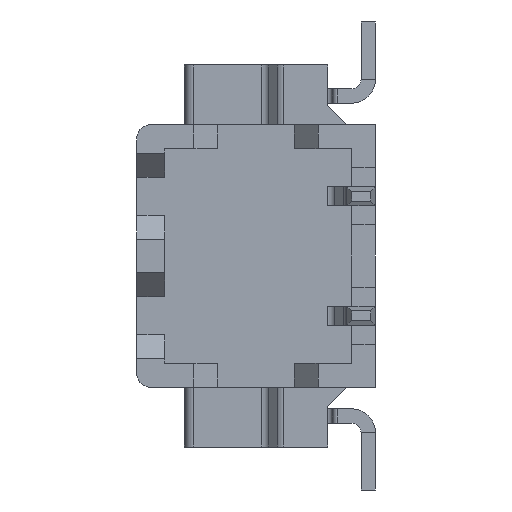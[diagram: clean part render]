
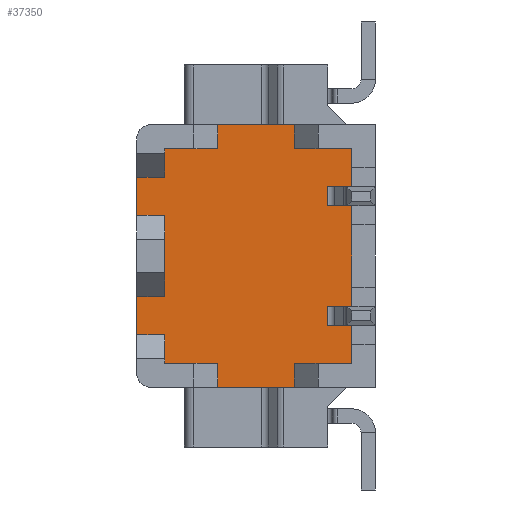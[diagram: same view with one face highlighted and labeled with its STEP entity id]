
A CAD part, left-side view. The second image highlights one B-rep face of the part: STEP entity #37350.
In plain terms, the highlighted planar face has unit normal (-1, 0, 0).
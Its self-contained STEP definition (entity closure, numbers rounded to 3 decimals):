
#670=CARTESIAN_POINT('',(-10.039,-13.922,5.05));
#680=VERTEX_POINT('',#670);
#710=CARTESIAN_POINT('',(-10.039,-12.454,5.05));
#720=DIRECTION('',(0.,1.,0.));
#730=VECTOR('',#720,1.);
#740=LINE('',#710,#730);
#750=CARTESIAN_POINT('',(-10.039,-12.807,5.05));
#760=VERTEX_POINT('',#750);
#770=EDGE_CURVE('',#680,#760,#740,.T.);
#10540=CARTESIAN_POINT('',(-10.039,-15.522,5.55));
#10550=VERTEX_POINT('',#10540);
#10580=CARTESIAN_POINT('',(-10.039,-12.454,5.55));
#10590=DIRECTION('',(0.,1.,0.));
#10600=VECTOR('',#10590,1.);
#10610=LINE('',#10580,#10600);
#10620=CARTESIAN_POINT('',(-10.039,-13.922,5.55));
#10630=VERTEX_POINT('',#10620);
#10640=EDGE_CURVE('',#10550,#10630,#10610,.T.);
#28520=CARTESIAN_POINT('',(-10.039,-12.222,3.65));
#28530=VERTEX_POINT('',#28520);
#28680=CARTESIAN_POINT('',(-10.039,-12.222,1.95));
#28690=VERTEX_POINT('',#28680);
#28720=CARTESIAN_POINT('',(-10.039,-12.222,1.334));
#28730=DIRECTION('',(0.,0.,-1.));
#28740=VECTOR('',#28730,1.);
#28750=LINE('',#28720,#28740);
#28760=CARTESIAN_POINT('',(-10.039,-12.222,1.15));
#28770=VERTEX_POINT('',#28760);
#28780=EDGE_CURVE('',#28690,#28770,#28750,.T.);
#29160=CARTESIAN_POINT('',(-10.039,-12.222,4.45));
#29170=VERTEX_POINT('',#29160);
#29200=CARTESIAN_POINT('',(-10.039,-12.222,3.834));
#29210=DIRECTION('',(0.,0.,-1.));
#29220=VECTOR('',#29210,1.);
#29230=LINE('',#29200,#29220);
#29240=EDGE_CURVE('',#29170,#28530,#29230,.T.);
#34620=CARTESIAN_POINT('',(-10.039,-13.922,7.85));
#34630=DIRECTION('',(0.,0.,-1.));
#34640=VECTOR('',#34630,1.);
#34650=LINE('',#34620,#34640);
#34660=EDGE_CURVE('',#10630,#680,#34650,.T.);
#35130=CARTESIAN_POINT('',(-10.039,-15.522,10.35));
#35140=DIRECTION('',(1.,0.,0.));
#35150=DIRECTION('',(0.,1.,0.));
#35160=AXIS2_PLACEMENT_3D('',#35130,#35140,#35150);
#35170=PLANE('',#35160);
#35180=CARTESIAN_POINT('',(-10.039,0.,5.05));
#35190=DIRECTION('',(0.,1.,0.));
#35200=VECTOR('',#35190,1.);
#35210=LINE('',#35180,#35200);
#35220=CARTESIAN_POINT('',(-10.039,-16.722,5.05));
#35230=VERTEX_POINT('',#35220);
#35240=CARTESIAN_POINT('',(-10.039,-15.522,5.05));
#35250=VERTEX_POINT('',#35240);
#35260=EDGE_CURVE('',#35230,#35250,#35210,.T.);
#35270=ORIENTED_EDGE('',*,*,#35260,.T.);
#35280=CARTESIAN_POINT('',(-10.039,-16.722,3.834));
#35290=DIRECTION('',(0.,0.,-1.));
#35300=VECTOR('',#35290,1.);
#35310=LINE('',#35280,#35300);
#35320=CARTESIAN_POINT('',(-10.039,-16.722,4.65));
#35330=VERTEX_POINT('',#35320);
#35340=EDGE_CURVE('',#35230,#35330,#35310,.T.);
#35350=ORIENTED_EDGE('',*,*,#35340,.F.);
#35360=CARTESIAN_POINT('',(-10.039,-16.722,3.834));
#35370=DIRECTION('',(0.,0.,-1.));
#35380=VECTOR('',#35370,1.);
#35390=LINE('',#35360,#35380);
#35400=CARTESIAN_POINT('',(-10.039,-16.722,4.25));
#35410=VERTEX_POINT('',#35400);
#35420=EDGE_CURVE('',#35330,#35410,#35390,.T.);
#35430=ORIENTED_EDGE('',*,*,#35420,.F.);
#35440=CARTESIAN_POINT('',(-10.039,0.,4.25));
#35450=DIRECTION('',(0.,-1.,0.));
#35460=VECTOR('',#35450,1.);
#35470=LINE('',#35440,#35460);
#35480=CARTESIAN_POINT('',(-10.039,-16.225,4.25));
#35490=VERTEX_POINT('',#35480);
#35500=EDGE_CURVE('',#35490,#35410,#35470,.T.);
#35510=ORIENTED_EDGE('',*,*,#35500,.T.);
#35520=CARTESIAN_POINT('',(-10.039,-16.225,3.85));
#35530=DIRECTION('',(0.,0.,1.));
#35540=VECTOR('',#35530,1.);
#35550=LINE('',#35520,#35540);
#35560=CARTESIAN_POINT('',(-10.039,-16.225,3.85));
#35570=VERTEX_POINT('',#35560);
#35580=EDGE_CURVE('',#35570,#35490,#35550,.T.);
#35590=ORIENTED_EDGE('',*,*,#35580,.T.);
#35600=CARTESIAN_POINT('',(-10.039,0.,3.85));
#35610=DIRECTION('',(0.,1.,0.));
#35620=VECTOR('',#35610,1.);
#35630=LINE('',#35600,#35620);
#35640=CARTESIAN_POINT('',(-10.039,-16.722,3.85));
#35650=VERTEX_POINT('',#35640);
#35660=EDGE_CURVE('',#35650,#35570,#35630,.T.);
#35670=ORIENTED_EDGE('',*,*,#35660,.T.);
#35680=CARTESIAN_POINT('',(-10.039,-16.722,3.834));
#35690=DIRECTION('',(0.,0.,-1.));
#35700=VECTOR('',#35690,1.);
#35710=LINE('',#35680,#35700);
#35720=CARTESIAN_POINT('',(-10.039,-16.722,3.45));
#35730=VERTEX_POINT('',#35720);
#35740=EDGE_CURVE('',#35650,#35730,#35710,.T.);
#35750=ORIENTED_EDGE('',*,*,#35740,.F.);
#35760=CARTESIAN_POINT('',(-10.039,-16.722,3.834));
#35770=DIRECTION('',(0.,0.,-1.));
#35780=VECTOR('',#35770,1.);
#35790=LINE('',#35760,#35780);
#35800=CARTESIAN_POINT('',(-10.039,-16.722,2.15));
#35810=VERTEX_POINT('',#35800);
#35820=EDGE_CURVE('',#35730,#35810,#35790,.T.);
#35830=ORIENTED_EDGE('',*,*,#35820,.F.);
#35840=CARTESIAN_POINT('',(-10.039,-16.722,1.334));
#35850=DIRECTION('',(0.,0.,-1.));
#35860=VECTOR('',#35850,1.);
#35870=LINE('',#35840,#35860);
#35880=CARTESIAN_POINT('',(-10.039,-16.722,1.75));
#35890=VERTEX_POINT('',#35880);
#35900=EDGE_CURVE('',#35810,#35890,#35870,.T.);
#35910=ORIENTED_EDGE('',*,*,#35900,.F.);
#35920=CARTESIAN_POINT('',(-10.039,0.,1.75));
#35930=DIRECTION('',(0.,-1.,0.));
#35940=VECTOR('',#35930,1.);
#35950=LINE('',#35920,#35940);
#35960=CARTESIAN_POINT('',(-10.039,-16.225,1.75));
#35970=VERTEX_POINT('',#35960);
#35980=EDGE_CURVE('',#35970,#35890,#35950,.T.);
#35990=ORIENTED_EDGE('',*,*,#35980,.T.);
#36000=CARTESIAN_POINT('',(-10.039,-16.225,1.35));
#36010=DIRECTION('',(0.,0.,1.));
#36020=VECTOR('',#36010,1.);
#36030=LINE('',#36000,#36020);
#36040=CARTESIAN_POINT('',(-10.039,-16.225,1.35));
#36050=VERTEX_POINT('',#36040);
#36060=EDGE_CURVE('',#36050,#35970,#36030,.T.);
#36070=ORIENTED_EDGE('',*,*,#36060,.T.);
#36080=CARTESIAN_POINT('',(-10.039,0.,1.35));
#36090=DIRECTION('',(0.,1.,0.));
#36100=VECTOR('',#36090,1.);
#36110=LINE('',#36080,#36100);
#36120=CARTESIAN_POINT('',(-10.039,-16.722,1.35));
#36130=VERTEX_POINT('',#36120);
#36140=EDGE_CURVE('',#36130,#36050,#36110,.T.);
#36150=ORIENTED_EDGE('',*,*,#36140,.T.);
#36160=CARTESIAN_POINT('',(-10.039,-16.722,1.334));
#36170=DIRECTION('',(0.,0.,-1.));
#36180=VECTOR('',#36170,1.);
#36190=LINE('',#36160,#36180);
#36200=CARTESIAN_POINT('',(-10.039,-16.722,0.95));
#36210=VERTEX_POINT('',#36200);
#36220=EDGE_CURVE('',#36130,#36210,#36190,.T.);
#36230=ORIENTED_EDGE('',*,*,#36220,.F.);
#36240=CARTESIAN_POINT('',(-10.039,-16.722,1.334));
#36250=DIRECTION('',(0.,0.,-1.));
#36260=VECTOR('',#36250,1.);
#36270=LINE('',#36240,#36260);
#36280=CARTESIAN_POINT('',(-10.039,-16.722,0.55));
#36290=VERTEX_POINT('',#36280);
#36300=EDGE_CURVE('',#36210,#36290,#36270,.T.);
#36310=ORIENTED_EDGE('',*,*,#36300,.F.);
#36320=CARTESIAN_POINT('',(-10.039,-12.454,
0.55));
#36330=DIRECTION('',(0.,1.,0.));
#36340=VECTOR('',#36330,1.);
#36350=LINE('',#36320,#36340);
#36360=CARTESIAN_POINT('',(-10.039,-15.522,0.55));
#36370=VERTEX_POINT('',#36360);
#36380=EDGE_CURVE('',#36290,#36370,#36350,.T.);
#36390=ORIENTED_EDGE('',*,*,#36380,.F.);
#36400=CARTESIAN_POINT('',(-10.039,-15.522,10.35));
#36410=DIRECTION('',(0.,0.,-1.));
#36420=VECTOR('',#36410,1.);
#36430=LINE('',#36400,#36420);
#36440=CARTESIAN_POINT('',(-10.039,-15.522,0.05));
#36450=VERTEX_POINT('',#36440);
#36460=EDGE_CURVE('',#36370,#36450,#36430,.T.);
#36470=ORIENTED_EDGE('',*,*,#36460,.F.);
#36480=CARTESIAN_POINT('',(-10.039,-12.454,
0.05));
#36490=DIRECTION('',(0.,-1.,0.));
#36500=VECTOR('',#36490,1.);
#36510=LINE('',#36480,#36500);
#36520=CARTESIAN_POINT('',(-10.039,-13.922,0.05));
#36530=VERTEX_POINT('',#36520);
#36540=EDGE_CURVE('',#36530,#36450,#36510,.T.);
#36550=ORIENTED_EDGE('',*,*,#36540,.T.);
#36560=CARTESIAN_POINT('',(-10.039,-13.922,10.35));
#36570=DIRECTION('',(0.,0.,-1.));
#36580=VECTOR('',#36570,1.);
#36590=LINE('',#36560,#36580);
#36600=CARTESIAN_POINT('',(-10.039,-13.922,0.55));
#36610=VERTEX_POINT('',#36600);
#36620=EDGE_CURVE('',#36610,#36530,#36590,.T.);
#36630=ORIENTED_EDGE('',*,*,#36620,.T.);
#36640=CARTESIAN_POINT('',(-10.039,0.,0.55));
#36650=DIRECTION('',(0.,-1.,0.));
#36660=VECTOR('',#36650,1.);
#36670=LINE('',#36640,#36660);
#36680=CARTESIAN_POINT('',(-10.039,-12.807,
0.55));
#36690=VERTEX_POINT('',#36680);
#36700=EDGE_CURVE('',#36690,#36610,#36670,.T.);
#36710=ORIENTED_EDGE('',*,*,#36700,.T.);
#36720=CARTESIAN_POINT('',(-10.039,-12.807,1.334
));
#36730=DIRECTION('',(0.,0.,1.));
#36740=VECTOR('',#36730,1.);
#36750=LINE('',#36720,#36740);
#36760=CARTESIAN_POINT('',(-10.039,-12.807,1.15
));
#36770=VERTEX_POINT('',#36760);
#36780=EDGE_CURVE('',#36690,#36770,#36750,.T.);
#36790=ORIENTED_EDGE('',*,*,#36780,.F.);
#36800=CARTESIAN_POINT('',(-10.039,-12.454,1.15));
#36810=DIRECTION('',(0.,-1.,0.));
#36820=VECTOR('',#36810,1.);
#36830=LINE('',#36800,#36820);
#36840=EDGE_CURVE('',#28770,#36770,#36830,.T.);
#36850=ORIENTED_EDGE('',*,*,#36840,.T.);
#36860=ORIENTED_EDGE('',*,*,#28780,.T.);
#36870=CARTESIAN_POINT('',(-10.039,-12.454,1.95));
#36880=DIRECTION('',(0.,1.,0.));
#36890=VECTOR('',#36880,1.);
#36900=LINE('',#36870,#36890);
#36910=CARTESIAN_POINT('',(-10.039,-12.807,1.95
));
#36920=VERTEX_POINT('',#36910);
#36930=EDGE_CURVE('',#36920,#28690,#36900,.T.);
#36940=ORIENTED_EDGE('',*,*,#36930,.T.);
#36950=CARTESIAN_POINT('',(-10.039,-12.807,3.834
));
#36960=DIRECTION('',(0.,0.,1.));
#36970=VECTOR('',#36960,1.);
#36980=LINE('',#36950,#36970);
#36990=CARTESIAN_POINT('',(-10.039,-12.807,3.65
));
#37000=VERTEX_POINT('',#36990);
#37010=EDGE_CURVE('',#36920,#37000,#36980,.T.);
#37020=ORIENTED_EDGE('',*,*,#37010,.F.);
#37030=CARTESIAN_POINT('',(-10.039,-12.454,3.65));
#37040=DIRECTION('',(0.,-1.,0.));
#37050=VECTOR('',#37040,1.);
#37060=LINE('',#37030,#37050);
#37070=EDGE_CURVE('',#28530,#37000,#37060,.T.);
#37080=ORIENTED_EDGE('',*,*,#37070,.T.);
#37090=ORIENTED_EDGE('',*,*,#29240,.T.);
#37100=CARTESIAN_POINT('',(-10.039,-12.454,4.45));
#37110=DIRECTION('',(0.,1.,0.));
#37120=VECTOR('',#37110,1.);
#37130=LINE('',#37100,#37120);
#37140=CARTESIAN_POINT('',(-10.039,-12.807,4.45
));
#37150=VERTEX_POINT('',#37140);
#37160=EDGE_CURVE('',#37150,#29170,#37130,.T.);
#37170=ORIENTED_EDGE('',*,*,#37160,.T.);
#37180=CARTESIAN_POINT('',(-10.039,-12.807,3.834
));
#37190=DIRECTION('',(0.,0.,1.));
#37200=VECTOR('',#37190,1.);
#37210=LINE('',#37180,#37200);
#37220=EDGE_CURVE('',#37150,#760,#37210,.T.);
#37230=ORIENTED_EDGE('',*,*,#37220,.F.);
#37240=ORIENTED_EDGE('',*,*,#770,.T.);
#37250=ORIENTED_EDGE('',*,*,#34660,.T.);
#37260=ORIENTED_EDGE('',*,*,#10640,.T.);
#37270=CARTESIAN_POINT('',(-10.039,-15.522,7.85));
#37280=DIRECTION('',(0.,0.,-1.));
#37290=VECTOR('',#37280,1.);
#37300=LINE('',#37270,#37290);
#37310=EDGE_CURVE('',#10550,#35250,#37300,.T.);
#37320=ORIENTED_EDGE('',*,*,#37310,.F.);
#37330=EDGE_LOOP('',(#37320,#37260,#37250,#37240,#37230,#37170,#37090,
#37080,#37020,#36940,#36860,#36850,#36790,#36710,#36630,#36550,#36470,
#36390,#36310,#36230,#36150,#36070,#35990,#35910,#35830,#35750,#35670,
#35590,#35510,#35430,#35350,#35270));
#37340=FACE_OUTER_BOUND('',#37330,.T.);
#37350=ADVANCED_FACE('',(#37340),#35170,.F.);
